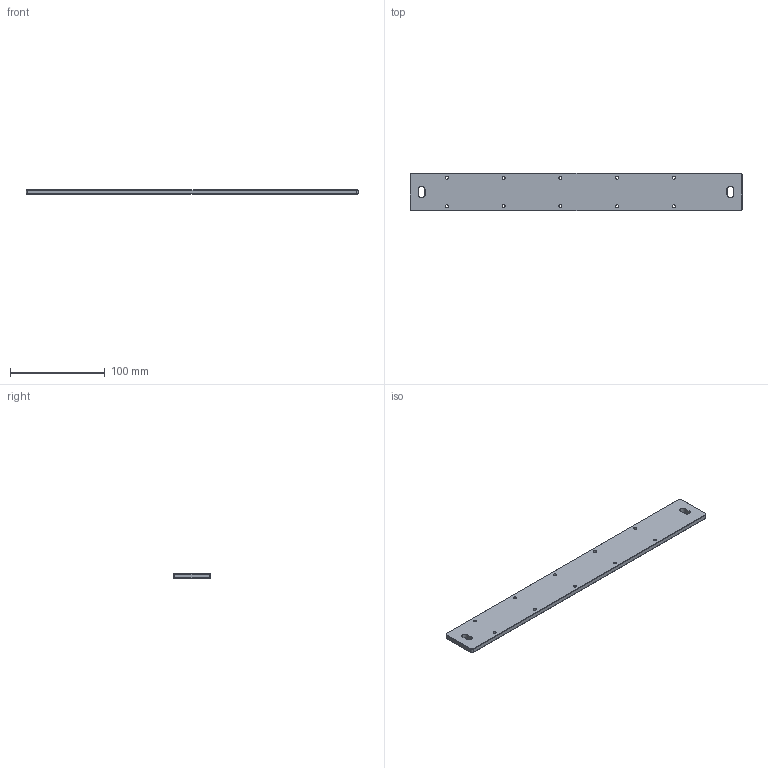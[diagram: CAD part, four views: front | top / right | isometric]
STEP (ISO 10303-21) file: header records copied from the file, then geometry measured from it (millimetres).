
FILE_DESCRIPTION (( 'STEP AP214' ), '1' );
FILE_NAME ('ST2363100-PLATE-4.STEP', '2018-05-16T15:40:02', ( '' ), ( '' ), 'SwSTEP 2.0', 'SolidWorks 2017', '' );
FILE_SCHEMA (( 'AUTOMOTIVE_DESIGN' ));
Length unit declared in the file: inch
Products named in the file (1): ST2363100-PLATE-4
Bounding box: 351 x 40 x 5 mm (x, y, z)
Volume: 68996.2 mm3; surface area: 32003.5 mm2
Topology: 1 solids, 1 shells, 60 faces, 142 edges, 84 vertices
Faces by surface type: cylinder 34, bspline 16, plane 10
Full cylindrical faces by diameter (mm): 3.242 x10
Entity records: 2148 total; most frequent: CARTESIAN_POINT 773, DIRECTION 274, ORIENTED_EDGE 264, EDGE_CURVE 132, AXIS2_PLACEMENT_3D 113, EDGE_LOOP 94, VERTEX_POINT 84, FACE_OUTER_BOUND 70
